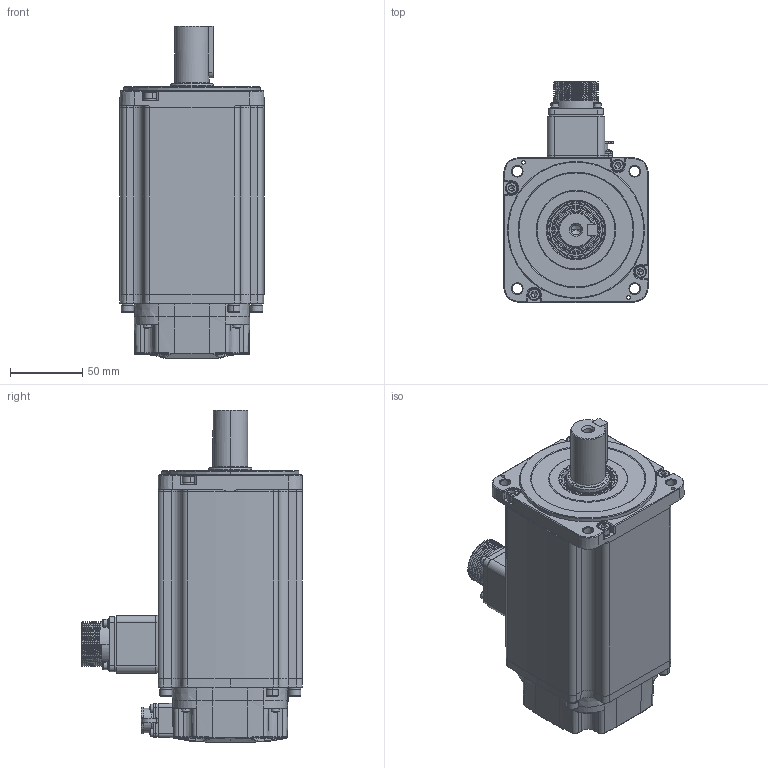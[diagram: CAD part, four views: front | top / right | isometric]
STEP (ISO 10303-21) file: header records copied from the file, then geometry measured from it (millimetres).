
FILE_DESCRIPTION (( 'STEP AP203' ), '1' );
FILE_NAME ('12700000233.STEP', '2021-07-22T05:47:26', ( '' ), ( '' ), 'SwSTEP 2.0', 'SolidWorks 2018', '' );
FILE_SCHEMA (( 'CONFIG_CONTROL_DESIGN' ));
Length unit declared in the file: millimetre
Products named in the file (1): 12700000233
Bounding box: 100 x 153.05 x 230 mm (x, y, z)
Volume: 510830 mm3; surface area: 239040 mm2
Topology: 55 solids, 56 shells, 2395 faces, 5920 edges, 3704 vertices
Faces by surface type: plane 836, cylinder 796, cone 283, bspline 273, torus 170, sphere 37
Entity records: 81064 total; most frequent: CARTESIAN_POINT 25392, ORIENTED_EDGE 11684, DIRECTION 11496, EDGE_CURVE 5842, AXIS2_PLACEMENT_3D 4482, VERTEX_POINT 3704, EDGE_LOOP 2702, VECTOR 2532
